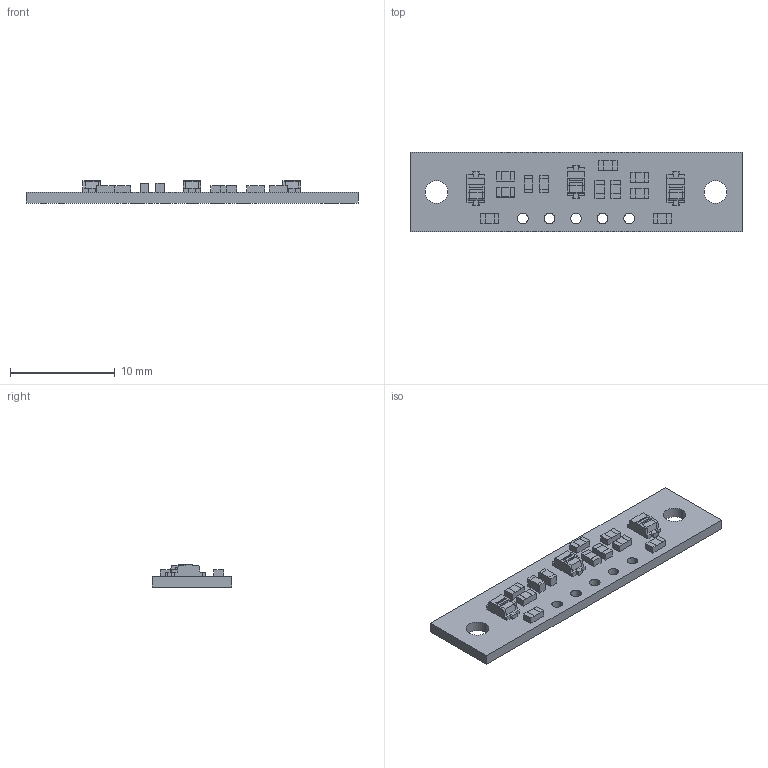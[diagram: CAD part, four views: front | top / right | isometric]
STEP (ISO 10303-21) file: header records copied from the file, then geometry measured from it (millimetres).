
FILE_DESCRIPTION (( 'STEP AP214' ), '1' );
FILE_NAME ('qtr-3a-reflectance-sensor.STEP', '2017-05-03T22:19:27', ( '' ), ( '' ), 'SwSTEP 2.0', 'SolidWorks 2016', '' );
FILE_SCHEMA (( 'AUTOMOTIVE_DESIGN' ));
Length unit declared in the file: millimetre
Products named in the file (1): qtr-3a-reflectance-sensor
Bounding box: 31.75 x 7.62 x 2.12 mm (x, y, z)
Volume: 258.8 mm3; surface area: 640.9 mm2
Topology: 1 solids, 1 shells, 638 faces, 1695 edges, 1110 vertices
Faces by surface type: plane 477, bspline 147, cylinder 14
Entity records: 31469 total; most frequent: CARTESIAN_POINT 9559, ORIENTED_EDGE 3390, DIRECTION 2401, EDGE_CURVE 1695, LINE 1361, VECTOR 1361, VERTEX_POINT 1110, EDGE_LOOP 703
